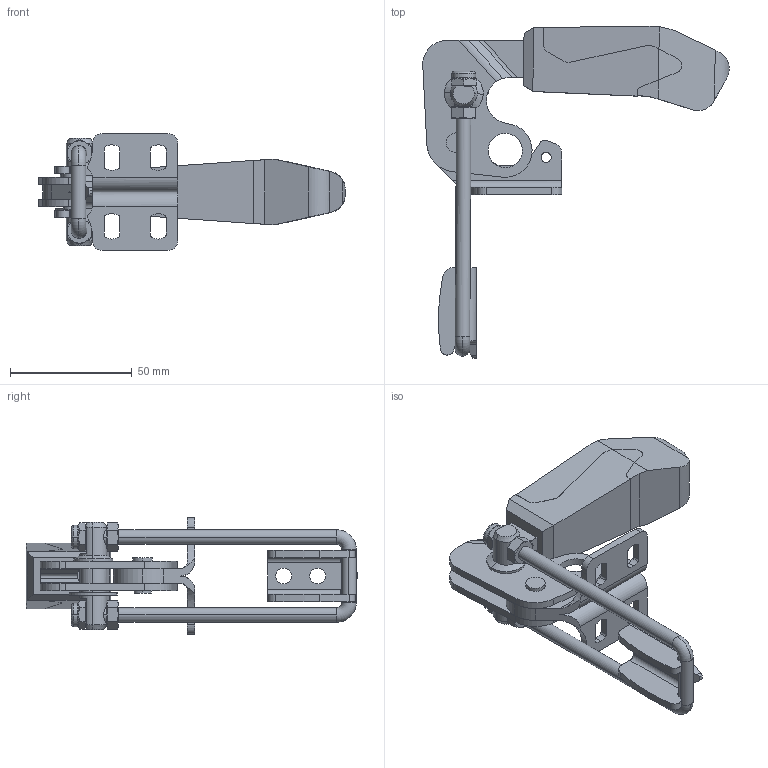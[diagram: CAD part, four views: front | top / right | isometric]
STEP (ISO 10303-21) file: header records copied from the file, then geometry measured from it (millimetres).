
FILE_DESCRIPTION (( 'STEP AP214' ), '1' );
FILE_NAME ('EH 23330.5004.STEP', '2019-10-25T06:38:42', ( '' ), ( '' ), 'SwSTEP 2.0', 'SolidWorks 2019', '' );
FILE_SCHEMA (( 'AUTOMOTIVE_DESIGN' ));
Length unit declared in the file: millimetre
Products named in the file (7): _557233.stp; EH 23330.5004; _94763-03_1.stp; _94763-06_1_63.stp; _94763-05_1_63.stp; _94706-01.stp; _94862.stp
Assembly tree (6 placements, depth 2):
  EH 23330.5004
    _94706-01.stp
    _94862.stp
    _94763-03_1.stp
    _94763-06_1_63.stp
    _94763-05_1_63.stp
    _557233.stp
Bounding box: 125.84 x 136.3 x 48 mm (x, y, z)
Volume: 86797.3 mm3; surface area: 35762 mm2
Topology: 6 solids, 6 shells, 409 faces, 1067 edges, 684 vertices
Faces by surface type: cylinder 175, plane 146, cone 76, torus 12
Entity records: 14353 total; most frequent: CARTESIAN_POINT 3789, ORIENTED_EDGE 2134, DIRECTION 2084, EDGE_CURVE 1067, AXIS2_PLACEMENT_3D 800, VERTEX_POINT 684, LINE 484, VECTOR 484
